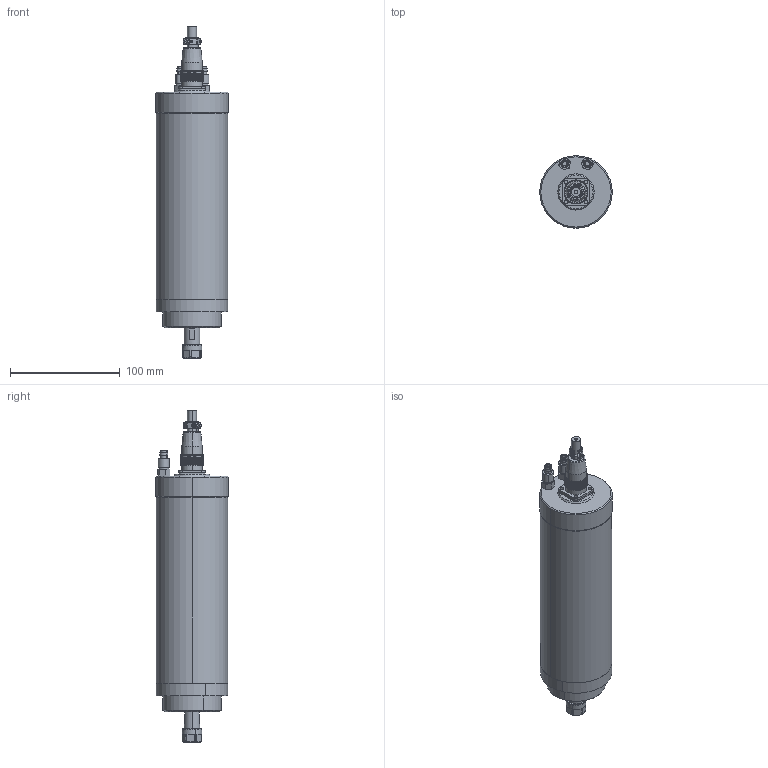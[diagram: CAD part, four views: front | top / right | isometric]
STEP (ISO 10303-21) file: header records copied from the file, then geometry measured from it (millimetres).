
FILE_DESCRIPTION (( 'STEP AP214' ), '1' );
FILE_NAME ('GDZ-18.STEP', '2024-07-31T09:45:01', ( '00' ), ( '' ), 'SwSTEP 2.0', 'SolidWorks 2018', '' );
FILE_SCHEMA (( 'AUTOMOTIVE_DESIGN' ));
Length unit declared in the file: millimetre
Products named in the file (12): GDZ-18; H17-4脣釱; ER11蹟簽; GDZ18粣創釱; GDZ18儂褲; GDZ18堤盄釱; H17-4瑤脣; 阨郲30.5-(M8); GDZ18粣芛; H17-4脣芛; GDZ18滅鳥欶; ER11粟俶芠標
Assembly tree (12 placements, depth 3):
  GDZ-18
    GDZ18儂褲
    ER11粟俶芠標
    ER11蹟簽
    GDZ18堤盄釱
    GDZ18滅鳥欶
    GDZ18粣創釱
    GDZ18粣芛
    H17-4瑤脣
      H17-4脣釱
      H17-4脣芛
    阨郲30.5-(M8)  x2
Bounding box: 66 x 66 x 302.7 mm (x, y, z)
Volume: 717248.3 mm3; surface area: 87737.8 mm2
Topology: 13 solids, 13 shells, 1073 faces, 2851 edges, 1847 vertices
Faces by surface type: cylinder 496, plane 467, cone 68, torus 17, bspline 13, sphere 12
Entity records: 37782 total; most frequent: CARTESIAN_POINT 9248, ORIENTED_EDGE 5518, DIRECTION 5370, EDGE_CURVE 2759, AXIS2_PLACEMENT_3D 2123, VERTEX_POINT 1807, EDGE_LOOP 1152, VECTOR 1124
